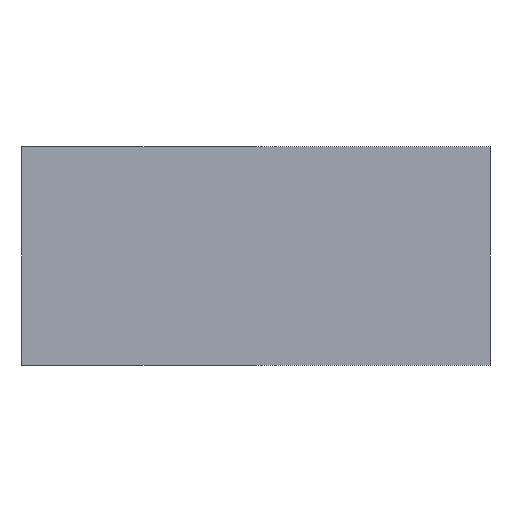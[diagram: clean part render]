
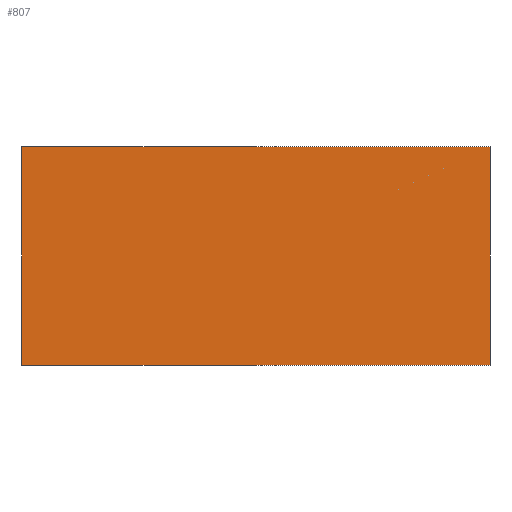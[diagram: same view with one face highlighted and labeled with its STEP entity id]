
A CAD part, front view. The second image highlights one B-rep face of the part: STEP entity #807.
In plain terms, the highlighted planar face has unit normal (0, -1, 0).
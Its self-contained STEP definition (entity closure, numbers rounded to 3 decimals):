
#710=CARTESIAN_POINT('POINT47',(15.,0.,-7.));
#711=VERTEX_POINT('VERTEX47',#710);
#755=CARTESIAN_POINT('POINT52',(15.,0.,7.));
#756=VERTEX_POINT('VERTEX52',#755);
#763=CARTESIAN_POINT('POS90',(15.,0.,7.));
#764=DIRECTION('DIR110',(0.,0.,-1.));
#765=VECTOR('VEC70',#764,1.);
#766=LINE('STRAIGHT70',#763,#765);
#767=EDGE_CURVE('EDGE72',#756,#711,#766,.T.);
#777=CARTESIAN_POINT('POINT53',(-15.,0.,-7.));
#778=VERTEX_POINT('VERTEX53',#777);
#779=CARTESIAN_POINT('POS92',(-15.,0.,-7.));
#780=DIRECTION('DIR113',(1.,0.,0.));
#781=VECTOR('VEC71',#780,1.);
#782=LINE('STRAIGHT71',#779,#781);
#783=EDGE_CURVE('EDGE73',#778,#711,#782,.T.);
#784=ORIENTED_EDGE('COEDGE125',*,*,#783,.T.);
#785=ORIENTED_EDGE('COEDGE126',*,*,#767,.F.);
#786=CARTESIAN_POINT('POINT54',(-15.,0.,7.));
#787=VERTEX_POINT('VERTEX54',#786);
#788=CARTESIAN_POINT('POS93',(-15.,0.,7.));
#789=DIRECTION('DIR114',(1.,0.,0.));
#790=VECTOR('VEC72',#789,1.);
#791=LINE('STRAIGHT72',#788,#790);
#792=EDGE_CURVE('EDGE74',#787,#756,#791,.T.);
#793=ORIENTED_EDGE('COEDGE127',*,*,#792,.F.);
#794=CARTESIAN_POINT('POS94',(-15.,0.,7.));
#795=DIRECTION('DIR115',(0.,0.,-1.));
#796=VECTOR('VEC73',#795,1.);
#797=LINE('STRAIGHT73',#794,#796);
#798=EDGE_CURVE('EDGE75',#787,#778,#797,.T.);
#799=ORIENTED_EDGE('COEDGE128',*,*,#798,.T.);
#800=EDGE_LOOP('NONE',(#784,#785,#793,#799));
#801=FACE_BOUND('LOOP1',#800,.T.);
#802=CARTESIAN_POINT('POS95',(-15.,0.,7.));
#803=DIRECTION('DIR116',(0.,-1.,0.));
#804=DIRECTION('DIR117',(1.,0.,0.));
#805=AXIS2_PLACEMENT_3D('AXIS22',#802,#803,#804);
#806=PLANE('PLANE21',#805);
#807=ADVANCED_FACE('FACE22',(#801),#806,.T.);
